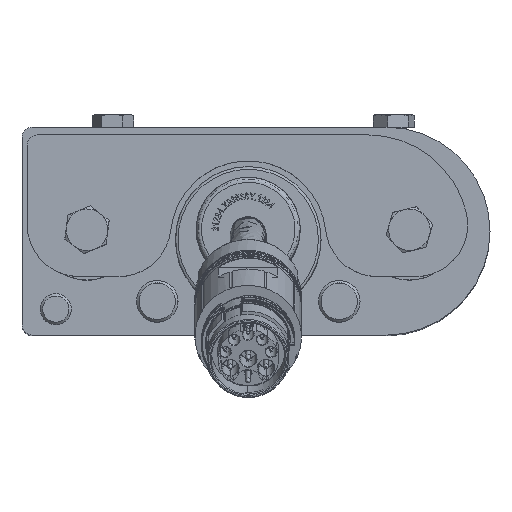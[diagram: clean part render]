
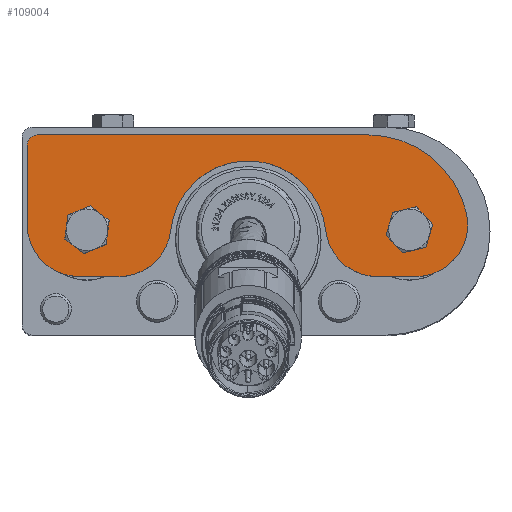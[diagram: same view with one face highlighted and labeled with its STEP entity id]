
A CAD part, top view. The second image highlights one B-rep face of the part: STEP entity #109004.
In plain terms, the highlighted face is planar.
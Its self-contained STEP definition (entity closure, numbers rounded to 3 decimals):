
#4473 = DIRECTION ( 'NONE',  ( 1., 0., 0. ) ) ;
#4709 = AXIS2_PLACEMENT_3D ( 'NONE', #38509, #44999, #83130 ) ;
#5604 = LINE ( 'NONE', #114150, #108868 ) ;
#6220 = CARTESIAN_POINT ( 'NONE',  ( 0., -1.75, -2.5 ) ) ;
#7349 = DIRECTION ( 'NONE',  ( 1., 0., 0. ) ) ;
#8240 = DIRECTION ( 'NONE',  ( 1., 0., 0. ) ) ;
#10554 = VECTOR ( 'NONE', #101995, 1000. ) ;
#11944 = VERTEX_POINT ( 'NONE', #18510 ) ;
#13273 = FACE_OUTER_BOUND ( 'NONE', #108609, .T. ) ;
#14407 = VERTEX_POINT ( 'NONE', #84595 ) ;
#14502 = DIRECTION ( 'NONE',  ( 0., 0., -1. ) ) ;
#17291 = LINE ( 'NONE', #97101, #63980 ) ;
#17323 = VERTEX_POINT ( 'NONE', #19792 ) ;
#18510 = CARTESIAN_POINT ( 'NONE',  ( 32.5, -9., -2.5 ) ) ;
#19792 = CARTESIAN_POINT ( 'NONE',  ( -14.909, -0.1, -2.5 ) ) ;
#22031 = CARTESIAN_POINT ( 'NONE',  ( 0., 0., -2.5 ) ) ;
#23079 = DIRECTION ( 'NONE',  ( 1., 0., 0. ) ) ;
#24339 = CARTESIAN_POINT ( 'NONE',  ( 40.5, 16.25, -2.5 ) ) ;
#24676 = EDGE_CURVE ( 'NONE', #59045, #59045, #63465, .T. ) ;
#24797 = EDGE_LOOP ( 'NONE', ( #75188 ) ) ;
#26794 = EDGE_CURVE ( 'NONE', #65078, #61083, #65226, .T. ) ;
#29340 = CIRCLE ( 'NONE', #70287, 2. ) ;
#29802 = ORIENTED_EDGE ( 'NONE', *, *, #87355, .F. ) ;
#30391 = ORIENTED_EDGE ( 'NONE', *, *, #72024, .T. ) ;
#30578 = CARTESIAN_POINT ( 'NONE',  ( -23., 18.25, -2.5 ) ) ;
#34331 = DIRECTION ( 'NONE',  ( 1., 0., 0. ) ) ;
#36861 = DIRECTION ( 'NONE',  ( 0., 0., -1. ) ) ;
#37373 = DIRECTION ( 'NONE',  ( 0., 0., -1. ) ) ;
#38091 = CARTESIAN_POINT ( 'NONE',  ( 24.848, -9., -2.5 ) ) ;
#38309 = CARTESIAN_POINT ( 'NONE',  ( 14.909, -0.1, -2.5 ) ) ;
#38509 = CARTESIAN_POINT ( 'NONE',  ( -23., -1.25, -2.5 ) ) ;
#39015 = AXIS2_PLACEMENT_3D ( 'NONE', #75603, #83857, #110312 ) ;
#40872 = CIRCLE ( 'NONE', #39015, 10. ) ;
#42732 = VERTEX_POINT ( 'NONE', #58926 ) ;
#44621 = ORIENTED_EDGE ( 'NONE', *, *, #24676, .T. ) ;
#44999 = DIRECTION ( 'NONE',  ( 0., 0., -1. ) ) ;
#47234 = PLANE ( 'NONE',  #103502 ) ;
#48410 = CIRCLE ( 'NONE', #57787, 2.75 ) ;
#50134 = DIRECTION ( 'NONE',  ( -1., 0., 0. ) ) ;
#50497 = CARTESIAN_POINT ( 'NONE',  ( -41.945, 3.368, -2.5 ) ) ;
#52229 = EDGE_CURVE ( 'NONE', #53379, #11944, #40872, .T. ) ;
#52382 = EDGE_CURVE ( 'NONE', #61083, #17323, #57773, .T. ) ;
#53379 = VERTEX_POINT ( 'NONE', #83528 ) ;
#53387 = CIRCLE ( 'NONE', #4709, 19.5 ) ;
#53458 = ORIENTED_EDGE ( 'NONE', *, *, #107409, .F. ) ;
#54900 = DIRECTION ( 'NONE',  ( 0., 1., 0. ) ) ;
#57348 = EDGE_CURVE ( 'NONE', #42732, #72569, #94376, .T. ) ;
#57773 = CIRCLE ( 'NONE', #110276, 15. ) ;
#57787 = AXIS2_PLACEMENT_3D ( 'NONE', #62680, #72044, #8240 ) ;
#58926 = CARTESIAN_POINT ( 'NONE',  ( -32.23, -9., -2.5 ) ) ;
#59011 = CARTESIAN_POINT ( 'NONE',  ( 24.848, 1., -2.5 ) ) ;
#59045 = VERTEX_POINT ( 'NONE', #94923 ) ;
#61083 = VERTEX_POINT ( 'NONE', #38309 ) ;
#61508 = CARTESIAN_POINT ( 'NONE',  ( -32.23, 1., -2.5 ) ) ;
#62680 = CARTESIAN_POINT ( 'NONE',  ( 31., 0., -2.5 ) ) ;
#63465 = CIRCLE ( 'NONE', #114204, 2.75 ) ;
#63980 = VECTOR ( 'NONE', #7349, 1000. ) ;
#64236 = EDGE_LOOP ( 'NONE', ( #44621 ) ) ;
#64833 = FACE_BOUND ( 'NONE', #24797, .T. ) ;
#65078 = VERTEX_POINT ( 'NONE', #38091 ) ;
#65226 = CIRCLE ( 'NONE', #80273, 10. ) ;
#65864 = DIRECTION ( 'NONE',  ( 0., 0., 1. ) ) ;
#66144 = CARTESIAN_POINT ( 'NONE',  ( -42.5, -9., -2.5 ) ) ;
#67182 = VERTEX_POINT ( 'NONE', #69298 ) ;
#68887 = CARTESIAN_POINT ( 'NONE',  ( 33.75, 0., -2.5 ) ) ;
#69298 = CARTESIAN_POINT ( 'NONE',  ( 40.5, 18.25, -2.5 ) ) ;
#69414 = VERTEX_POINT ( 'NONE', #50497 ) ;
#70287 = AXIS2_PLACEMENT_3D ( 'NONE', #24339, #115332, #78869 ) ;
#71877 = VERTEX_POINT ( 'NONE', #30578 ) ;
#72024 = EDGE_CURVE ( 'NONE', #17323, #72569, #92101, .T. ) ;
#72044 = DIRECTION ( 'NONE',  ( 0., 0., 1. ) ) ;
#72569 = VERTEX_POINT ( 'NONE', #103848 ) ;
#72596 = DIRECTION ( 'NONE',  ( 1., 0., 0. ) ) ;
#74790 = DIRECTION ( 'NONE',  ( 0., 0., 1. ) ) ;
#75188 = ORIENTED_EDGE ( 'NONE', *, *, #101685, .T. ) ;
#75603 = CARTESIAN_POINT ( 'NONE',  ( 32.5, 1., -2.5 ) ) ;
#76399 = CARTESIAN_POINT ( 'NONE',  ( -31., 0., -2.5 ) ) ;
#77726 = VERTEX_POINT ( 'NONE', #68887 ) ;
#78869 = DIRECTION ( 'NONE',  ( 1., 0., 0. ) ) ;
#79636 = CARTESIAN_POINT ( 'NONE',  ( 42.5, 18.25, -2.5 ) ) ;
#80273 = AXIS2_PLACEMENT_3D ( 'NONE', #59011, #14502, #114252 ) ;
#82546 = CARTESIAN_POINT ( 'NONE',  ( -24.848, 1., -2.5 ) ) ;
#82680 = AXIS2_PLACEMENT_3D ( 'NONE', #82546, #37373, #106311 ) ;
#83130 = DIRECTION ( 'NONE',  ( 1., 0., 0. ) ) ;
#83528 = CARTESIAN_POINT ( 'NONE',  ( 42.5, 1., -2.5 ) ) ;
#83857 = DIRECTION ( 'NONE',  ( 0., 0., -1. ) ) ;
#84595 = CARTESIAN_POINT ( 'NONE',  ( 42.5, 16.25, -2.5 ) ) ;
#84827 = FACE_BOUND ( 'NONE', #64236, .T. ) ;
#87355 = EDGE_CURVE ( 'NONE', #65078, #11944, #17291, .T. ) ;
#87893 = EDGE_CURVE ( 'NONE', #53379, #14407, #99557, .T. ) ;
#89028 = ORIENTED_EDGE ( 'NONE', *, *, #87893, .F. ) ;
#90078 = EDGE_CURVE ( 'NONE', #42732, #69414, #92544, .T. ) ;
#90362 = VECTOR ( 'NONE', #54900, 1000. ) ;
#92101 = CIRCLE ( 'NONE', #82680, 10. ) ;
#92378 = EDGE_CURVE ( 'NONE', #69414, #71877, #53387, .T. ) ;
#92544 = CIRCLE ( 'NONE', #98172, 10. ) ;
#94376 = LINE ( 'NONE', #66144, #10554 ) ;
#94923 = CARTESIAN_POINT ( 'NONE',  ( -28.25, 0., -2.5 ) ) ;
#95031 = EDGE_CURVE ( 'NONE', #67182, #14407, #29340, .T. ) ;
#96614 = ORIENTED_EDGE ( 'NONE', *, *, #26794, .T. ) ;
#97101 = CARTESIAN_POINT ( 'NONE',  ( -42.5, -9., -2.5 ) ) ;
#98109 = ORIENTED_EDGE ( 'NONE', *, *, #90078, .T. ) ;
#98172 = AXIS2_PLACEMENT_3D ( 'NONE', #61508, #36861, #72596 ) ;
#99557 = LINE ( 'NONE', #79636, #90362 ) ;
#101685 = EDGE_CURVE ( 'NONE', #77726, #77726, #48410, .T. ) ;
#101995 = DIRECTION ( 'NONE',  ( 1., 0., 0. ) ) ;
#103018 = ORIENTED_EDGE ( 'NONE', *, *, #52382, .T. ) ;
#103502 = AXIS2_PLACEMENT_3D ( 'NONE', #22031, #74790, #4473 ) ;
#103517 = ORIENTED_EDGE ( 'NONE', *, *, #57348, .F. ) ;
#103848 = CARTESIAN_POINT ( 'NONE',  ( -24.848, -9., -2.5 ) ) ;
#104699 = ORIENTED_EDGE ( 'NONE', *, *, #95031, .T. ) ;
#106311 = DIRECTION ( 'NONE',  ( 1., 0., 0. ) ) ;
#107409 = EDGE_CURVE ( 'NONE', #67182, #71877, #5604, .T. ) ;
#108609 = EDGE_LOOP ( 'NONE', ( #53458, #104699, #89028, #114587, #29802, #96614, #103018, #30391, #103517, #98109, #108886 ) ) ;
#108868 = VECTOR ( 'NONE', #50134, 1000. ) ;
#108886 = ORIENTED_EDGE ( 'NONE', *, *, #92378, .T. ) ;
#109004 = ADVANCED_FACE ( 'NONE', ( #84827, #64833, #13273 ), #47234, .F. ) ;
#110276 = AXIS2_PLACEMENT_3D ( 'NONE', #6220, #114790, #34331 ) ;
#110312 = DIRECTION ( 'NONE',  ( 1., 0., 0. ) ) ;
#114150 = CARTESIAN_POINT ( 'NONE',  ( -42.5, 18.25, -2.5 ) ) ;
#114204 = AXIS2_PLACEMENT_3D ( 'NONE', #76399, #65864, #23079 ) ;
#114252 = DIRECTION ( 'NONE',  ( 1., 0., 0. ) ) ;
#114587 = ORIENTED_EDGE ( 'NONE', *, *, #52229, .T. ) ;
#114790 = DIRECTION ( 'NONE',  ( 0., 0., 1. ) ) ;
#115332 = DIRECTION ( 'NONE',  ( 0., 0., -1. ) ) ;
